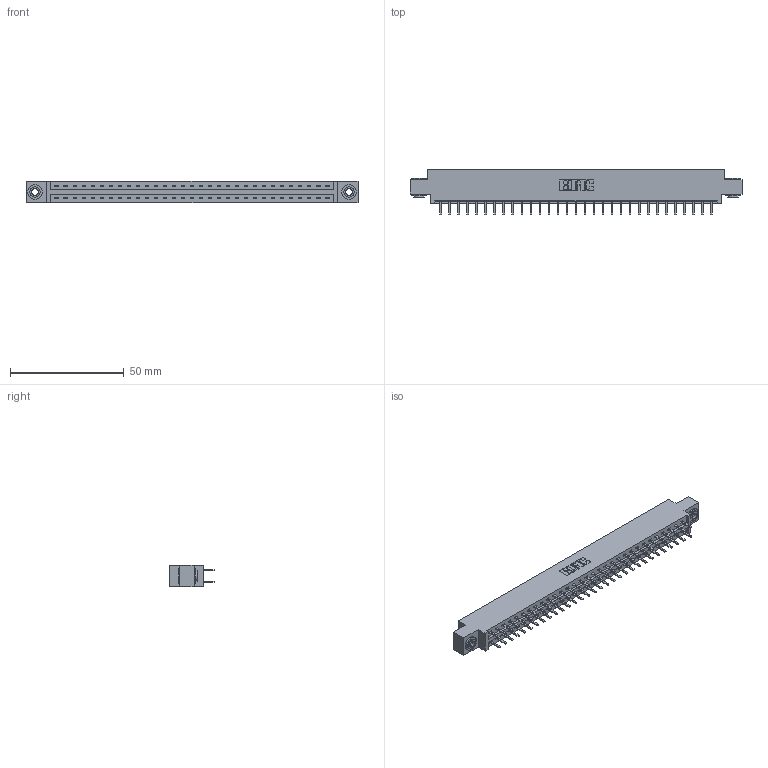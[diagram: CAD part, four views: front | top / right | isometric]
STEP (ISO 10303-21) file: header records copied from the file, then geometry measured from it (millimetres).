
FILE_DESCRIPTION (( 'STEP AP203' ), '1' );
FILE_NAME ('387-062-520-803.STEP', '2019-10-19T14:31:57', ( '' ), ( '' ), 'SwSTEP 2.0', 'SolidWorks 2016', '' );
FILE_SCHEMA (( 'CONFIG_CONTROL_DESIGN' ));
Length unit declared in the file: inch
Products named in the file (4): 387-062-520-803; 345-292-001_345-293-120; 337 Part_0.170 Offset - 0.156 Dia-TH; 345-250-002_345-250-002-102
Assembly tree (65 placements, depth 2):
  387-062-520-803
    337 Part_0.170 Offset - 0.156 Dia-TH
    345-292-001_345-293-120  x62
    345-250-002_345-250-002-102  x2
Bounding box: 145.85 x 20.02 x 9.4 mm (x, y, z)
Volume: 15098.7 mm3; surface area: 17216.8 mm2
Topology: 65 solids, 65 shells, 3752 faces, 10877 edges, 7082 vertices
Faces by surface type: plane 2564, cylinder 1180, cone 8
Entity records: 26354 total; most frequent: CARTESIAN_POINT 4437, ORIENTED_EDGE 4354, DIRECTION 3815, EDGE_CURVE 2177, VECTOR 2021, LINE 2021, VERTEX_POINT 1446, AXIS2_PLACEMENT_3D 897
